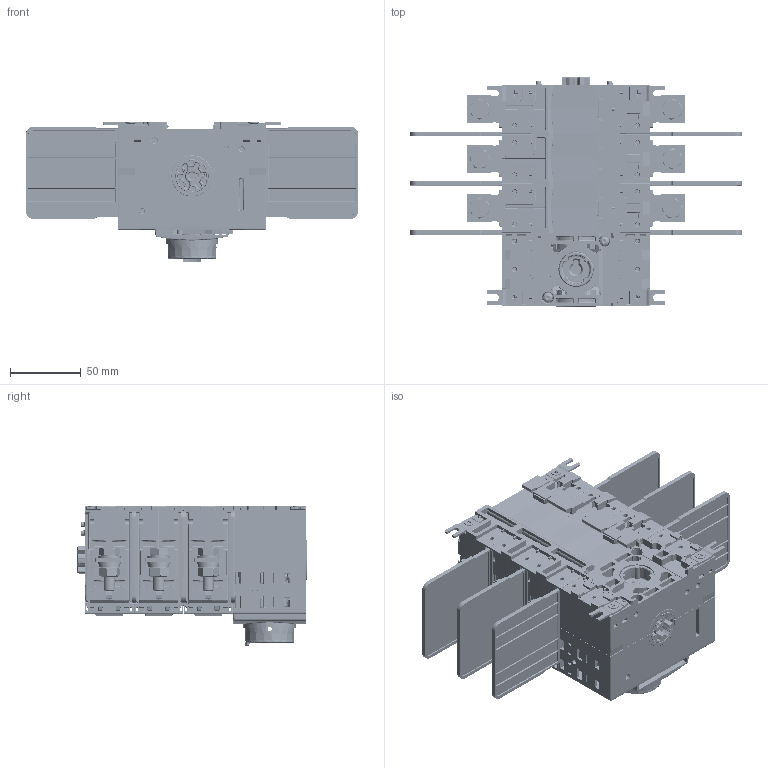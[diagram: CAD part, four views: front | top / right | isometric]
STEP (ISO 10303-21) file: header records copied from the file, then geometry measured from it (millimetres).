
FILE_DESCRIPTION(/* description */ (''),/* implementation_level */ '2;1');
FILE_NAME(/* name */ 'FILE_STP_CAD_DRAWING_3d_GL0100C1UL-0200C1UL_prt.stp',/* time_stamp */ '2021-11-23T12:18:19+01:00',/* author */ (''),/* organization */ (''),/* preprocessor_version */ 'ST-DEVELOPER v16.7',/* originating_system */ 'SIEMENS PLM Software NX 12.0',/* authorisation */ '');
FILE_SCHEMA (('AUTOMOTIVE_DESIGN { 1 0 10303 214 3 1 1 1 }'));
Products named in the file (1): 3d_GL0100C1UL-0200C1UL
Bounding box: 235.14 x 162.28 x 99.02 mm (x, y, z)
Surface area: 365086.4 mm2 (no closed solid volume)
Topology: 0 solids, 135 shells, 10654 faces, 30964 edges, 19820 vertices
Faces by surface type: plane 4344, cylinder 3230, bspline 1289, cone 747, torus 523, sphere 521
Full cylindrical faces by diameter (mm): 2 x2, 3 x2, 3.242 x2, 3.31 x2, 3.4 x10, 3.5 x4, 3.7 x2, 4 x6, 4.3 x8, 4.5 x6, 7.3 x4, 8 x6, 8.991 x1, 9 x4, 11.63 x6, 16 x12, 20.15 x1, 20.45 x3, 26.4 x3
Entity records: 379439 total; most frequent: CARTESIAN_POINT 110995, DIRECTION 54634, ORIENTED_EDGE 54598, EDGE_CURVE 29897, VERTEX_POINT 19645, AXIS2_PLACEMENT_3D 19330, LINE 15974, VECTOR 15974
